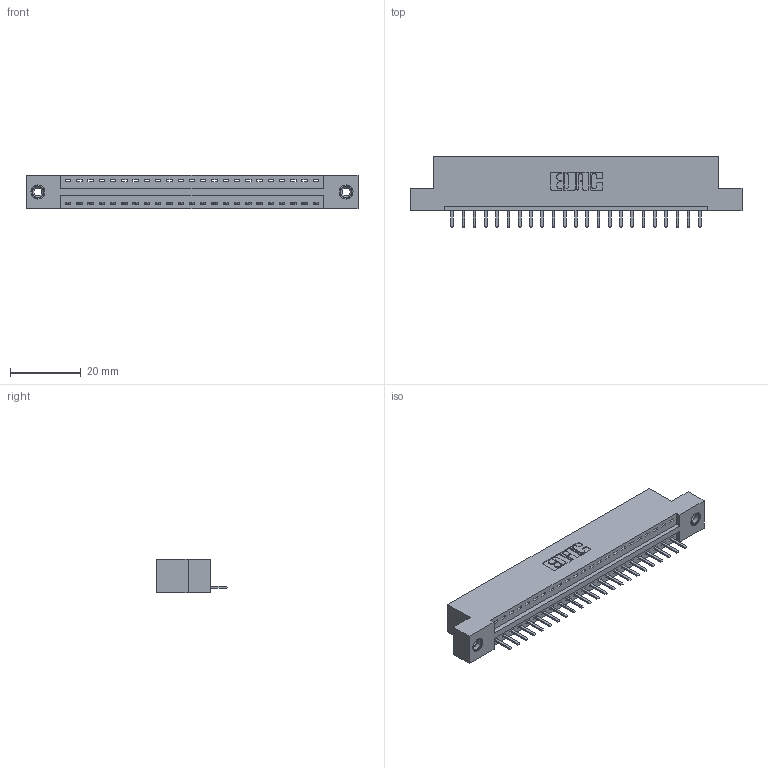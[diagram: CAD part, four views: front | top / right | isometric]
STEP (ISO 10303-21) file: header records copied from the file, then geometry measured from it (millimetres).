
FILE_DESCRIPTION (( 'STEP AP203' ), '1' );
FILE_NAME ('346-023-520-108.STEP', '2018-08-21T01:41:29', ( '' ), ( '' ), 'SwSTEP 2.0', 'SolidWorks 2016', '' );
FILE_SCHEMA (( 'CONFIG_CONTROL_DESIGN' ));
Length unit declared in the file: inch
Products named in the file (4): 345-292-001_345-293-120; 345-250-001_345-250-003-102; 346-023-520-108; 346 Part_Flush Mounting Lugs - 0.156 Dia-TI
Assembly tree (26 placements, depth 2):
  346-023-520-108
    346 Part_Flush Mounting Lugs - 0.156 Dia-TI
    345-292-001_345-293-120  x23
    345-250-001_345-250-003-102  x2
Bounding box: 93.6 x 20.02 x 9.4 mm (x, y, z)
Volume: 8755.9 mm3; surface area: 10539.7 mm2
Topology: 26 solids, 26 shells, 1608 faces, 4697 edges, 3062 vertices
Faces by surface type: plane 1074, cylinder 518, cone 12, torus 4
Entity records: 18132 total; most frequent: CARTESIAN_POINT 3108, ORIENTED_EDGE 3046, DIRECTION 2779, EDGE_CURVE 1523, VECTOR 1275, LINE 1275, VERTEX_POINT 1008, AXIS2_PLACEMENT_3D 752
